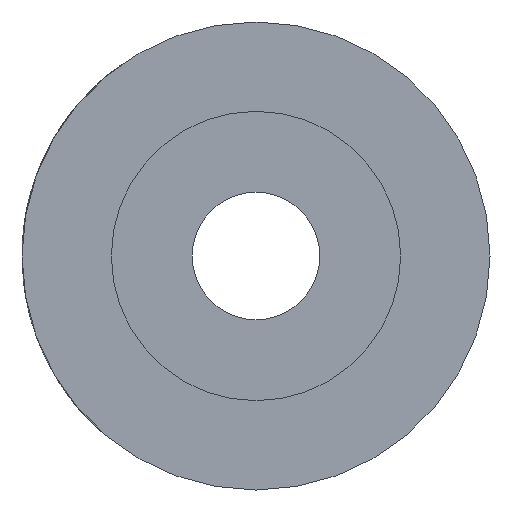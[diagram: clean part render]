
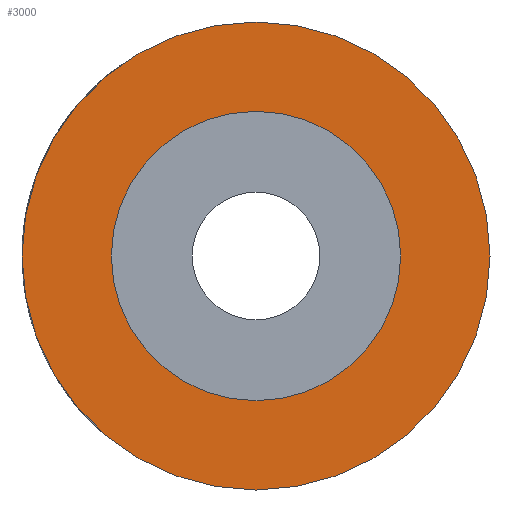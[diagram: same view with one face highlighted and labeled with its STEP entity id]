
A CAD part, left-side view. The second image highlights one B-rep face of the part: STEP entity #3000.
In plain terms, the highlighted planar face has unit normal (-1, 0, 0).
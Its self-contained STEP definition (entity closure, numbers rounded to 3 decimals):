
#219 = VERTEX_POINT ( 'NONE', #717 ) ;
#335 = DIRECTION ( 'NONE',  ( 0., 0., 1. ) ) ;
#481 = VERTEX_POINT ( 'NONE', #4270 ) ;
#492 = ORIENTED_EDGE ( 'NONE', *, *, #1590, .T. ) ;
#717 = CARTESIAN_POINT ( 'NONE',  ( 0., 0., -11. ) ) ;
#743 = DIRECTION ( 'NONE',  ( -1., 0., 0. ) ) ;
#851 = EDGE_CURVE ( 'NONE', #6345, #481, #6544, .T. ) ;
#954 = DIRECTION ( 'NONE',  ( 0., 0., 1. ) ) ;
#1256 = CARTESIAN_POINT ( 'NONE',  ( 0., 0., 0. ) ) ;
#1398 = CARTESIAN_POINT ( 'NONE',  ( 0., 0., 6.8 ) ) ;
#1467 = AXIS2_PLACEMENT_3D ( 'NONE', #3524, #6082, #335 ) ;
#1523 = DIRECTION ( 'NONE',  ( 0., 0., -1. ) ) ;
#1548 = VERTEX_POINT ( 'NONE', #6627 ) ;
#1590 = EDGE_CURVE ( 'NONE', #219, #1548, #6280, .T. ) ;
#1871 = CIRCLE ( 'NONE', #7611, 11. ) ;
#2110 = DIRECTION ( 'NONE',  ( 0., 0., 1. ) ) ;
#2153 = PLANE ( 'NONE',  #7230 ) ;
#2303 = EDGE_LOOP ( 'NONE', ( #8126, #5931 ) ) ;
#2849 = EDGE_CURVE ( 'NONE', #1548, #219, #1871, .T. ) ;
#2933 = AXIS2_PLACEMENT_3D ( 'NONE', #5560, #8061, #954 ) ;
#3000 = ADVANCED_FACE ( 'NONE', ( #7882, #3488 ), #2153, .F. ) ;
#3488 = FACE_OUTER_BOUND ( 'NONE', #4038, .T. ) ;
#3524 = CARTESIAN_POINT ( 'NONE',  ( 0., 0., 0. ) ) ;
#3877 = CIRCLE ( 'NONE', #4144, 6.8 ) ;
#4038 = EDGE_LOOP ( 'NONE', ( #6086, #492 ) ) ;
#4039 = CARTESIAN_POINT ( 'NONE',  ( 0., 0., 0. ) ) ;
#4078 = EDGE_CURVE ( 'NONE', #481, #6345, #3877, .T. ) ;
#4144 = AXIS2_PLACEMENT_3D ( 'NONE', #1256, #743, #5862 ) ;
#4270 = CARTESIAN_POINT ( 'NONE',  ( 0., 0., -6.8 ) ) ;
#4711 = CARTESIAN_POINT ( 'NONE',  ( 0., 0., 0. ) ) ;
#4831 = DIRECTION ( 'NONE',  ( 1., 0., 0. ) ) ;
#5560 = CARTESIAN_POINT ( 'NONE',  ( 0., 0., 0. ) ) ;
#5862 = DIRECTION ( 'NONE',  ( 0., 0., 1. ) ) ;
#5931 = ORIENTED_EDGE ( 'NONE', *, *, #4078, .F. ) ;
#6082 = DIRECTION ( 'NONE',  ( -1., 0., 0. ) ) ;
#6086 = ORIENTED_EDGE ( 'NONE', *, *, #2849, .T. ) ;
#6280 = CIRCLE ( 'NONE', #1467, 11. ) ;
#6345 = VERTEX_POINT ( 'NONE', #1398 ) ;
#6544 = CIRCLE ( 'NONE', #2933, 6.8 ) ;
#6627 = CARTESIAN_POINT ( 'NONE',  ( 0., 0., 11. ) ) ;
#7230 = AXIS2_PLACEMENT_3D ( 'NONE', #4711, #4831, #1523 ) ;
#7611 = AXIS2_PLACEMENT_3D ( 'NONE', #4039, #7839, #2110 ) ;
#7839 = DIRECTION ( 'NONE',  ( -1., 0., 0. ) ) ;
#7882 = FACE_BOUND ( 'NONE', #2303, .T. ) ;
#8061 = DIRECTION ( 'NONE',  ( -1., 0., 0. ) ) ;
#8126 = ORIENTED_EDGE ( 'NONE', *, *, #851, .F. ) ;
